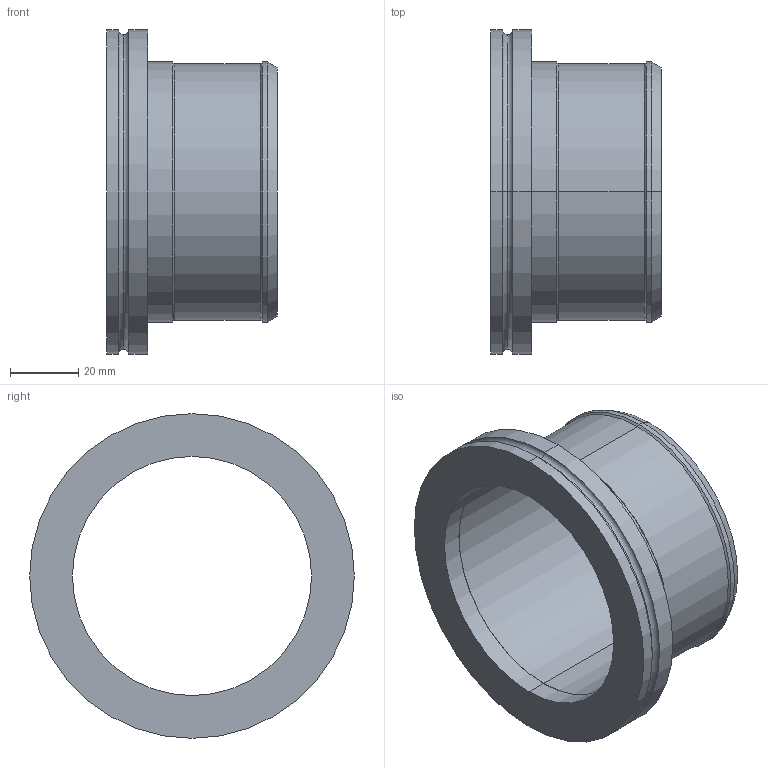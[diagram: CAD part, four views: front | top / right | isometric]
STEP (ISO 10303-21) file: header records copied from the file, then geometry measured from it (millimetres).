
FILE_DESCRIPTION (( 'STEP AP214' ), '1' );
FILE_NAME ('320ASP063.stp', '2017-04-13T11:05:29', ( '' ), ( '' ), 'SwSTEP 2.0', 'SolidWorks 2015', '' );
FILE_SCHEMA (( 'AUTOMOTIVE_DESIGN' ));
Length unit declared in the file: millimetre
Products named in the file (1): 320ASP063
Bounding box: 50 x 95 x 95 mm (x, y, z)
Volume: 57121.8 mm3; surface area: 34661.8 mm2
Topology: 2 solids, 2 shells, 34 faces, 68 edges, 40 vertices
Faces by surface type: cylinder 18, cone 6, plane 6, torus 4
Entity records: 1313 total; most frequent: DIRECTION 182, CARTESIAN_POINT 143, ORIENTED_EDGE 136, AXIS2_PLACEMENT_3D 79, EDGE_CURVE 68, CIRCLE 44, VERTEX_POINT 40, EDGE_LOOP 40
